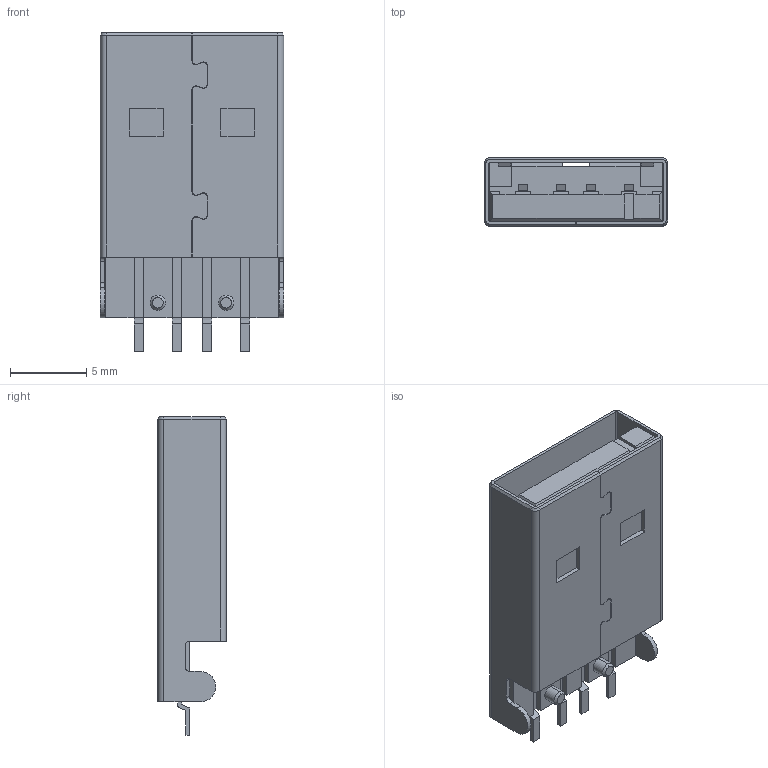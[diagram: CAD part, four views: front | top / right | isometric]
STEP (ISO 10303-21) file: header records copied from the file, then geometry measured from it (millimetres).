
FILE_DESCRIPTION((''),'2;1');
FILE_NAME('480372200','2014-05-21T',('me'),(''),'PRO/ENGINEER BY PARAMETRIC TECHNOLOGY CORPORATION, 2011490','PRO/ENGINEER BY PARAMETRIC TECHNOLOGY CORPORATION, 2011490','');
FILE_SCHEMA(('CONFIG_CONTROL_DESIGN'));
Length unit declared in the file: millimetre
Products named in the file (1): 480372200
Bounding box: 12.05 x 4.5 x 20.95 mm (x, y, z)
Volume: 649.1 mm3; surface area: 1799 mm2
Topology: 1 solids, 1 shells, 284 faces, 827 edges, 546 vertices
Faces by surface type: plane 212, cylinder 56, cone 8, bspline 8
Entity records: 9496 total; most frequent: CARTESIAN_POINT 1854, ORIENTED_EDGE 1594, DIRECTION 1515, EDGE_CURVE 797, VECTOR 685, LINE 685, VERTEX_POINT 514, AXIS2_PLACEMENT_3D 415
